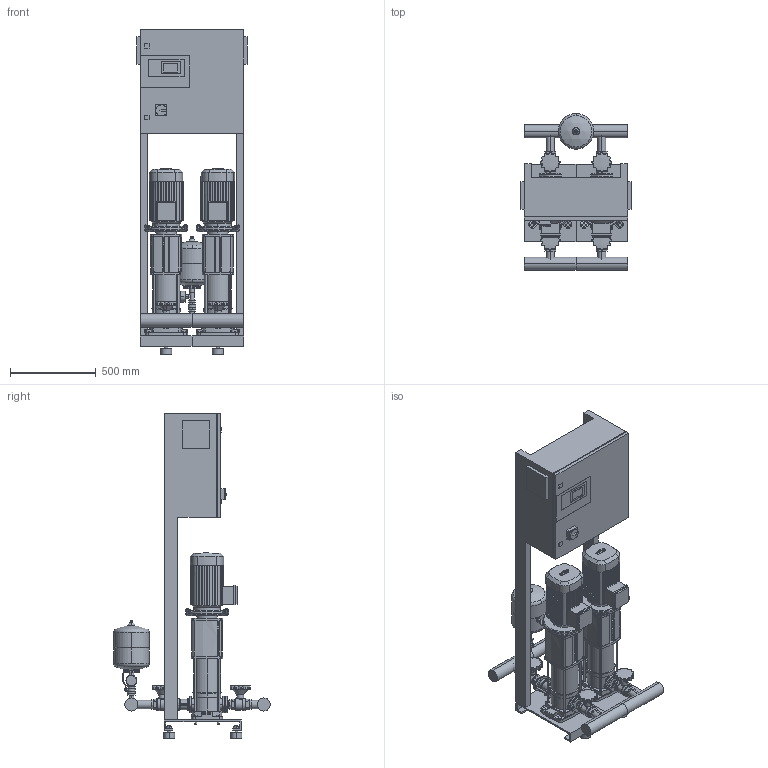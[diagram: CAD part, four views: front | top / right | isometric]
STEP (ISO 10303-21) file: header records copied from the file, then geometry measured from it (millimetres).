
FILE_DESCRIPTION((''),'2;1');
FILE_NAME('3d_CO-2HELIXV1605_K_CC-01-2532200.stp','2016-01-25T10:04:14',(''),(''),'Mechanical Desktop 2009','Mechanical Desktop 2009',', , ');
FILE_SCHEMA(('CONFIG_CONTROL_DESIGN'));
Length unit declared in the file: millimetre
Products named in the file (1): Product
Bounding box: 640 x 911.05 x 1885 mm (x, y, z)
Volume: 171444762.4 mm3; surface area: 7678773.4 mm2
Topology: 108 solids, 108 shells, 3519 faces, 9131 edges, 5980 vertices
Faces by surface type: plane 1520, cylinder 888, bspline 873, cone 160, torus 64, sphere 14
Entity records: 115037 total; most frequent: CARTESIAN_POINT 28930, ORIENTED_EDGE 18246, DIRECTION 16819, EDGE_CURVE 9123, VERTEX_POINT 5974, VECTOR 5837, LINE 5837, AXIS2_PLACEMENT_3D 5491
